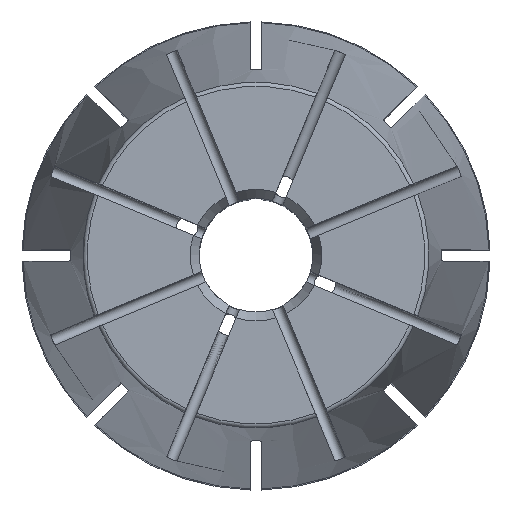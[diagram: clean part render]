
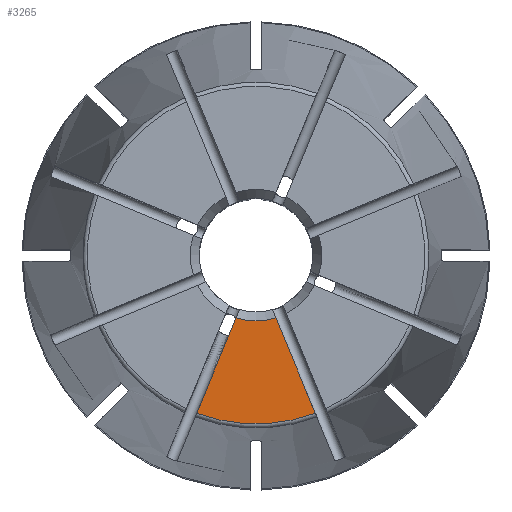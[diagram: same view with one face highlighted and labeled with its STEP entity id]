
A CAD part, top view. The second image highlights one B-rep face of the part: STEP entity #3265.
In plain terms, the highlighted planar face has unit normal (0, 0, 1).
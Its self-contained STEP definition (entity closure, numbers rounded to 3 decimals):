
#36=PLANE('',#3547);
#164=LINE('',#5676,#308);
#165=LINE('',#5678,#309);
#308=VECTOR('',#4143,1000.);
#309=VECTOR('',#4144,1000.);
#1000=ORIENTED_EDGE('',*,*,#1995,.F.);
#1001=ORIENTED_EDGE('',*,*,#1994,.F.);
#1002=ORIENTED_EDGE('',*,*,#1996,.T.);
#1003=ORIENTED_EDGE('',*,*,#1997,.T.);
#1994=EDGE_CURVE('',#2457,#2456,#2668,.T.);
#1995=EDGE_CURVE('',#2456,#2458,#164,.T.);
#1996=EDGE_CURVE('',#2457,#2459,#165,.T.);
#1997=EDGE_CURVE('',#2459,#2458,#2669,.T.);
#2456=VERTEX_POINT('',#5668);
#2457=VERTEX_POINT('',#5673);
#2458=VERTEX_POINT('',#5677);
#2459=VERTEX_POINT('',#5679);
#2668=CIRCLE('',#3546,4.635);
#2669=CIRCLE('',#3548,11.897);
#2825=EDGE_LOOP('',(#1000,#1001,#1002,#1003));
#3013=FACE_BOUND('',#2825,.T.);
#3265=ADVANCED_FACE('',(#3013),#36,.T.);
#3546=AXIS2_PLACEMENT_3D('',#5674,#4139,#4140);
#3547=AXIS2_PLACEMENT_3D('',#5675,#4141,#4142);
#3548=AXIS2_PLACEMENT_3D('',#5680,#4145,#4146);
#4139=DIRECTION('',(0.,0.,1.));
#4140=DIRECTION('',(1.,0.,0.));
#4141=DIRECTION('',(0.,0.,1.));
#4142=DIRECTION('',(1.,0.,0.));
#4143=DIRECTION('',(0.383,-0.924,0.));
#4144=DIRECTION('',(-0.383,-0.924,0.));
#4145=DIRECTION('',(0.,0.,1.));
#4146=DIRECTION('',(1.,0.,0.));
#5668=CARTESIAN_POINT('',(1.397,-4.419,30.9));
#5673=CARTESIAN_POINT('',(-1.397,-4.419,30.9));
#5674=CARTESIAN_POINT('',(0.,0.,30.9));
#5675=CARTESIAN_POINT('',(0.,0.,30.9));
#5676=CARTESIAN_POINT('',(-0.37,-0.153,30.9));
#5677=CARTESIAN_POINT('',(4.18,-11.138,30.9));
#5678=CARTESIAN_POINT('',(0.37,-0.153,30.9));
#5679=CARTESIAN_POINT('',(-4.18,-11.138,30.9));
#5680=CARTESIAN_POINT('',(0.,0.,30.9));
